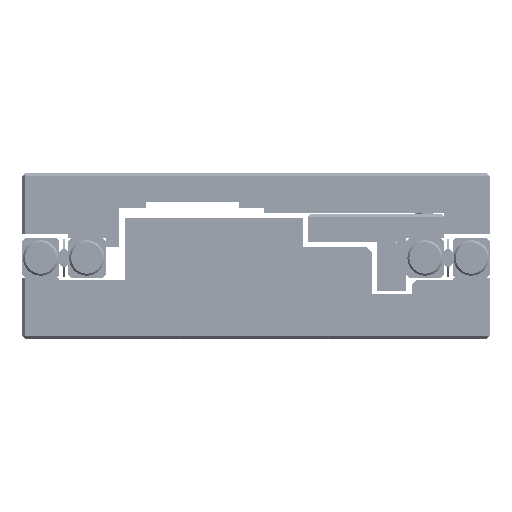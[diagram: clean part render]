
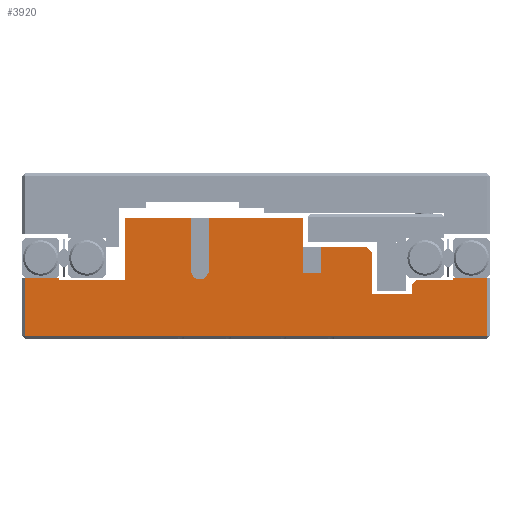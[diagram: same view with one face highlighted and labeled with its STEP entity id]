
A CAD part, left-side view. The second image highlights one B-rep face of the part: STEP entity #3920.
In plain terms, the highlighted planar face has unit normal (-1, 0, 0).
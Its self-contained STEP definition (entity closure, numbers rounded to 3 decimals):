
#3920=ADVANCED_FACE('',(#5792),#5142,.F.);
#5142=PLANE('',#22689);
#5792=FACE_OUTER_BOUND('',#6508,.T.);
#6508=EDGE_LOOP('',(#9841,#9842,#9843,#9844,#9845,#9846,#9847,#9848,#9849,
#9850,#9851,#9852,#9853,#9854,#9855,#9856,#9857,#9858,#9859,#9860,#9861,
#9862,#9863,#9864));
#9841=ORIENTED_EDGE('',*,*,#17390,.F.);
#9842=ORIENTED_EDGE('',*,*,#17467,.T.);
#9843=ORIENTED_EDGE('',*,*,#17210,.F.);
#9844=ORIENTED_EDGE('',*,*,#17370,.F.);
#9845=ORIENTED_EDGE('',*,*,#17360,.F.);
#9846=ORIENTED_EDGE('',*,*,#17468,.T.);
#9847=ORIENTED_EDGE('',*,*,#17237,.F.);
#9848=ORIENTED_EDGE('',*,*,#17469,.F.);
#9849=ORIENTED_EDGE('',*,*,#17470,.T.);
#9850=ORIENTED_EDGE('',*,*,#17267,.F.);
#9851=ORIENTED_EDGE('',*,*,#17241,.F.);
#9852=ORIENTED_EDGE('',*,*,#17471,.F.);
#9853=ORIENTED_EDGE('',*,*,#17472,.F.);
#9854=ORIENTED_EDGE('',*,*,#17473,.T.);
#9855=ORIENTED_EDGE('',*,*,#17246,.F.);
#9856=ORIENTED_EDGE('',*,*,#16699,.F.);
#9857=ORIENTED_EDGE('',*,*,#17349,.F.);
#9858=ORIENTED_EDGE('',*,*,#17311,.F.);
#9859=ORIENTED_EDGE('',*,*,#16968,.F.);
#9860=ORIENTED_EDGE('',*,*,#17474,.T.);
#9861=ORIENTED_EDGE('',*,*,#16790,.T.);
#9862=ORIENTED_EDGE('',*,*,#17475,.T.);
#9863=ORIENTED_EDGE('',*,*,#17117,.F.);
#9864=ORIENTED_EDGE('',*,*,#17424,.F.);
#14552=VERTEX_POINT('',#31645);
#14554=VERTEX_POINT('',#31649);
#14618=VERTEX_POINT('',#31809);
#14619=VERTEX_POINT('',#31811);
#14760=VERTEX_POINT('',#32326);
#14761=VERTEX_POINT('',#32328);
#14903=VERTEX_POINT('',#32689);
#14904=VERTEX_POINT('',#32691);
#14980=VERTEX_POINT('',#32947);
#14981=VERTEX_POINT('',#32948);
#15004=VERTEX_POINT('',#33004);
#15005=VERTEX_POINT('',#33005);
#15006=VERTEX_POINT('',#33010);
#15007=VERTEX_POINT('',#33012);
#15010=VERTEX_POINT('',#33021);
#15028=VERTEX_POINT('',#33062);
#15055=VERTEX_POINT('',#33136);
#15085=VERTEX_POINT('',#33219);
#15086=VERTEX_POINT('',#33221);
#15107=VERTEX_POINT('',#33274);
#15108=VERTEX_POINT('',#33276);
#15157=VERTEX_POINT('',#33407);
#15158=VERTEX_POINT('',#33410);
#15159=VERTEX_POINT('',#33412);
#16699=EDGE_CURVE('',#14554,#14552,#19471,.T.);
#16790=EDGE_CURVE('',#14619,#14618,#19560,.T.);
#16968=EDGE_CURVE('',#14760,#14761,#19613,.T.);
#17117=EDGE_CURVE('',#14903,#14904,#19692,.T.);
#17210=EDGE_CURVE('',#14980,#14981,#19732,.T.);
#17237=EDGE_CURVE('',#15004,#15005,#19756,.T.);
#17241=EDGE_CURVE('',#15006,#15007,#19760,.T.);
#17246=EDGE_CURVE('',#14552,#15010,#19763,.T.);
#17267=EDGE_CURVE('',#15007,#15028,#19782,.T.);
#17311=EDGE_CURVE('',#14761,#15055,#19826,.T.);
#17349=EDGE_CURVE('',#15055,#14554,#19859,.T.);
#17360=EDGE_CURVE('',#15085,#15086,#19869,.T.);
#17370=EDGE_CURVE('',#15086,#14980,#19877,.T.);
#17390=EDGE_CURVE('',#15107,#15108,#19887,.T.);
#17424=EDGE_CURVE('',#15108,#14903,#19921,.T.);
#17467=EDGE_CURVE('',#15107,#14981,#19964,.T.);
#17468=EDGE_CURVE('',#15085,#15005,#19965,.T.);
#17469=EDGE_CURVE('',#15157,#15004,#19966,.T.);
#17470=EDGE_CURVE('',#15157,#15028,#19967,.T.);
#17471=EDGE_CURVE('',#15158,#15006,#19968,.T.);
#17472=EDGE_CURVE('',#15159,#15158,#19969,.T.);
#17473=EDGE_CURVE('',#15159,#15010,#19970,.T.);
#17474=EDGE_CURVE('',#14760,#14619,#19971,.T.);
#17475=EDGE_CURVE('',#14618,#14904,#19972,.T.);
#19471=LINE('',#31650,#21043);
#19560=LINE('',#31810,#21132);
#19613=LINE('',#32327,#21185);
#19692=LINE('',#32690,#21264);
#19732=LINE('',#32946,#21304);
#19756=LINE('',#33003,#21328);
#19760=LINE('',#33011,#21332);
#19763=LINE('',#33020,#21335);
#19782=LINE('',#33061,#21354);
#19826=LINE('',#33135,#21398);
#19859=LINE('',#33200,#21431);
#19869=LINE('',#33220,#21441);
#19877=LINE('',#33238,#21449);
#19887=LINE('',#33275,#21459);
#19921=LINE('',#33333,#21493);
#19964=LINE('',#33404,#21536);
#19965=LINE('',#33405,#21537);
#19966=LINE('',#33406,#21538);
#19967=LINE('',#33408,#21539);
#19968=LINE('',#33409,#21540);
#19969=LINE('',#33411,#21541);
#19970=LINE('',#33413,#21542);
#19971=LINE('',#33414,#21543);
#19972=LINE('',#33415,#21544);
#21043=VECTOR('',#25140,1.);
#21132=VECTOR('',#25243,1.);
#21185=VECTOR('',#25492,1.);
#21264=VECTOR('',#25693,1.);
#21304=VECTOR('',#25821,1.);
#21328=VECTOR('',#25863,1.);
#21332=VECTOR('',#25869,1.);
#21335=VECTOR('',#25878,1.);
#21354=VECTOR('',#25905,1.);
#21398=VECTOR('',#25955,1.);
#21431=VECTOR('',#26000,1.);
#21441=VECTOR('',#26020,1.);
#21449=VECTOR('',#26034,1.);
#21459=VECTOR('',#26068,1.);
#21493=VECTOR('',#26104,1.);
#21536=VECTOR('',#26151,1.);
#21537=VECTOR('',#26152,1.);
#21538=VECTOR('',#26153,1.);
#21539=VECTOR('',#26154,1.);
#21540=VECTOR('',#26155,1.);
#21541=VECTOR('',#26156,1.);
#21542=VECTOR('',#26157,1.);
#21543=VECTOR('',#26158,1.);
#21544=VECTOR('',#26159,1.);
#22689=AXIS2_PLACEMENT_3D('',#33416,#26160,#26161);
#25140=DIRECTION('',(0.,0.,1.));
#25243=DIRECTION('',(0.,-1.,0.));
#25492=DIRECTION('',(0.,-1.,0.));
#25693=DIRECTION('',(0.,-1.,0.));
#25821=DIRECTION('',(0.,0.,1.));
#25863=DIRECTION('',(0.,-1.,0.));
#25869=DIRECTION('',(0.,-1.,0.));
#25878=DIRECTION('',(0.,-1.,0.));
#25905=DIRECTION('',(0.,0.,-1.));
#25955=DIRECTION('',(0.,0.,-1.));
#26000=DIRECTION('',(0.,-1.,0.));
#26020=DIRECTION('',(0.,0.,-1.));
#26034=DIRECTION('',(0.,-1.,0.));
#26068=DIRECTION('',(0.,-1.,0.));
#26104=DIRECTION('',(0.,0.,1.));
#26151=DIRECTION('',(0.,0.707,-0.707));
#26152=DIRECTION('',(0.,0.707,0.707));
#26153=DIRECTION('',(0.,0.,1.));
#26154=DIRECTION('',(0.,1.,0.));
#26155=DIRECTION('',(0.,0.,1.));
#26156=DIRECTION('',(0.,-1.,0.));
#26157=DIRECTION('',(0.,0.,1.));
#26158=DIRECTION('',(0.,0.,-1.));
#26159=DIRECTION('',(0.,0.,1.));
#26160=DIRECTION('',(1.,0.,0.));
#26161=DIRECTION('',(0.,0.,-1.));
#31645=CARTESIAN_POINT('',(-60.,13.3,12.3));
#31649=CARTESIAN_POINT('',(-60.,13.3,6.));
#31650=CARTESIAN_POINT('',(-60.,13.3,6.));
#31809=CARTESIAN_POINT('',(-60.,-23.5,0.3));
#31810=CARTESIAN_POINT('',(-60.,0.,0.3));
#31811=CARTESIAN_POINT('',(-60.,23.5,0.3));
#32326=CARTESIAN_POINT('',(-60.,23.5,6.2));
#32327=CARTESIAN_POINT('',(-60.,23.8,6.2));
#32328=CARTESIAN_POINT('',(-60.,20.,6.2));
#32689=CARTESIAN_POINT('',(-60.,-20.,6.2));
#32690=CARTESIAN_POINT('',(-60.,-20.,6.2));
#32691=CARTESIAN_POINT('',(-60.,-23.5,6.2));
#32946=CARTESIAN_POINT('',(-60.,-15.9,4.5));
#32947=CARTESIAN_POINT('',(-60.,-15.9,4.5));
#32948=CARTESIAN_POINT('',(-60.,-15.9,5.5));
#33003=CARTESIAN_POINT('',(-60.,-4.8,9.3));
#33004=CARTESIAN_POINT('',(-60.,-6.6,9.3));
#33005=CARTESIAN_POINT('',(-60.,-11.3,9.3));
#33010=CARTESIAN_POINT('',(-60.,4.8,12.3));
#33011=CARTESIAN_POINT('',(-60.,13.3,12.3));
#33012=CARTESIAN_POINT('',(-60.,-4.8,12.3));
#33020=CARTESIAN_POINT('',(-60.,13.3,12.3));
#33021=CARTESIAN_POINT('',(-60.,6.6,12.3));
#33061=CARTESIAN_POINT('',(-60.,-4.8,12.3));
#33062=CARTESIAN_POINT('',(-60.,-4.8,6.65));
#33135=CARTESIAN_POINT('',(-60.,20.,6.2));
#33136=CARTESIAN_POINT('',(-60.,20.,6.));
#33200=CARTESIAN_POINT('',(-60.,20.,6.));
#33219=CARTESIAN_POINT('',(-60.,-11.8,8.8));
#33220=CARTESIAN_POINT('',(-60.,-11.8,9.3));
#33221=CARTESIAN_POINT('',(-60.,-11.8,4.5));
#33238=CARTESIAN_POINT('',(-60.,-11.8,4.5));
#33274=CARTESIAN_POINT('',(-60.,-16.4,6.));
#33275=CARTESIAN_POINT('',(-60.,-15.9,6.));
#33276=CARTESIAN_POINT('',(-60.,-20.,6.));
#33333=CARTESIAN_POINT('',(-60.,-20.,6.));
#33404=CARTESIAN_POINT('',(-60.,-16.4,6.));
#33405=CARTESIAN_POINT('',(-60.,-11.8,8.8));
#33406=CARTESIAN_POINT('',(-60.,-6.6,6.65));
#33407=CARTESIAN_POINT('',(-60.,-6.6,6.65));
#33408=CARTESIAN_POINT('',(-60.,-6.6,6.65));
#33409=CARTESIAN_POINT('',(-60.,4.8,6.65));
#33410=CARTESIAN_POINT('',(-60.,4.8,6.65));
#33411=CARTESIAN_POINT('',(-60.,6.6,6.65));
#33412=CARTESIAN_POINT('',(-60.,6.6,6.65));
#33413=CARTESIAN_POINT('',(-60.,6.6,6.65));
#33414=CARTESIAN_POINT('',(-60.,23.5,0.));
#33415=CARTESIAN_POINT('',(-60.,-23.5,0.));
#33416=CARTESIAN_POINT('',(-60.,0.,0.));
